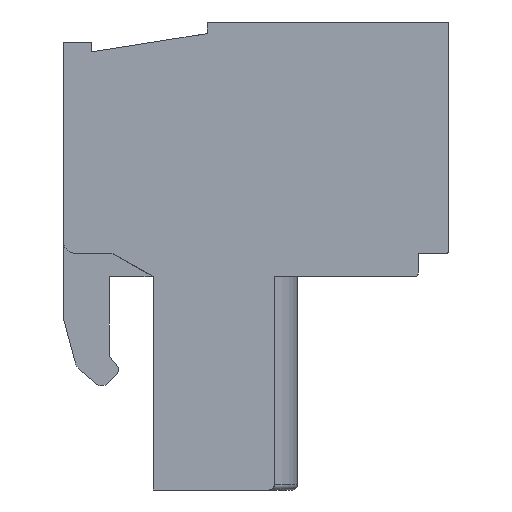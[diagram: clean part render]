
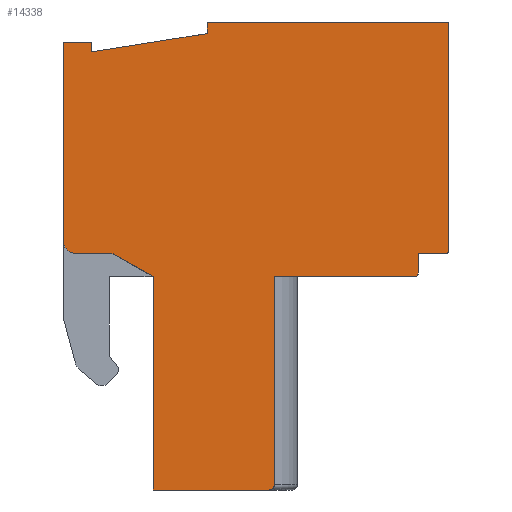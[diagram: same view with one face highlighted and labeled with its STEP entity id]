
A CAD part, front view. The second image highlights one B-rep face of the part: STEP entity #14338.
In plain terms, the highlighted planar face has unit normal (0, -1, 0).
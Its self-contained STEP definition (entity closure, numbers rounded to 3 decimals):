
#191=DIRECTION('',(1.,0.,0.));
#192=VECTOR('',#191,1.1);
#193=CARTESIAN_POINT('',(13.8,-11.19,-9.));
#194=LINE('',#193,#192);
#207=DIRECTION('',(0.,0.,1.));
#208=VECTOR('',#207,0.8);
#209=CARTESIAN_POINT('',(13.8,-11.19,-9.8));
#210=LINE('',#209,#208);
#327=DIRECTION('',(1.,0.,0.));
#328=VECTOR('',#327,4.507);
#329=CARTESIAN_POINT('',(3.5,-11.19,-18.2));
#330=LINE('',#329,#328);
#719=DIRECTION('',(0.,0.,-1.));
#720=VECTOR('',#719,7.7);
#721=CARTESIAN_POINT('',(0.,-11.19,-0.8));
#722=LINE('',#721,#720);
#795=DIRECTION('',(-1.,0.,0.));
#796=VECTOR('',#795,1.1);
#797=CARTESIAN_POINT('',(1.1,-11.19,-0.8));
#798=LINE('',#797,#796);
#1143=CARTESIAN_POINT('',(13.7,-11.19,-9.8));
#1144=DIRECTION('',(0.,1.,0.));
#1145=DIRECTION('',(1.,0.,0.));
#1146=AXIS2_PLACEMENT_3D('',#1143,#1144,#1145);
#1148=DIRECTION('',(-1.,0.,0.));
#1149=VECTOR('',#1148,5.493);
#1150=CARTESIAN_POINT('',(13.7,-11.19,-9.9));
#1151=LINE('',#1150,#1149);
#1152=CARTESIAN_POINT('',(8.007,-11.19,-18.));
#1153=DIRECTION('',(0.,1.,0.));
#1154=DIRECTION('',(1.,0.,0.));
#1155=AXIS2_PLACEMENT_3D('',#1152,#1153,#1154);
#1157=DIRECTION('',(-0.872,0.,0.49));
#1158=VECTOR('',#1157,1.836);
#1159=CARTESIAN_POINT('',(3.5,-11.19,-9.9));
#1160=LINE('',#1159,#1158);
#1161=CARTESIAN_POINT('',(0.5,-11.19,-8.5));
#1162=DIRECTION('',(0.,1.,0.));
#1163=DIRECTION('',(0.,0.,-1.));
#1164=AXIS2_PLACEMENT_3D('',#1161,#1162,#1163);
#1166=DIRECTION('',(0.,0.,-1.));
#1167=VECTOR('',#1166,0.363);
#1168=CARTESIAN_POINT('',(1.1,-11.19,-0.8));
#1169=LINE('',#1168,#1167);
#1170=DIRECTION('',(0.988,0.,0.156));
#1171=VECTOR('',#1170,4.556);
#1172=CARTESIAN_POINT('',(1.1,-11.19,-1.163));
#1173=LINE('',#1172,#1171);
#1174=DIRECTION('',(0.,0.,1.));
#1175=VECTOR('',#1174,0.35);
#1176=CARTESIAN_POINT('',(5.6,-11.19,-0.45));
#1177=LINE('',#1176,#1175);
#1178=CARTESIAN_POINT('',(5.7,-11.19,-0.1));
#1179=DIRECTION('',(0.,1.,0.));
#1180=DIRECTION('',(-1.,0.,0.));
#1181=AXIS2_PLACEMENT_3D('',#1178,#1179,#1180);
#1183=DIRECTION('',(1.,0.,0.));
#1184=VECTOR('',#1183,9.3);
#1185=CARTESIAN_POINT('',(5.7,-11.19,0.));
#1186=LINE('',#1185,#1184);
#1187=DIRECTION('',(0.,0.,-1.));
#1188=VECTOR('',#1187,8.9);
#1189=CARTESIAN_POINT('',(15.,-11.19,0.));
#1190=LINE('',#1189,#1188);
#1191=CARTESIAN_POINT('',(14.9,-11.19,-8.9));
#1192=DIRECTION('',(0.,1.,0.));
#1193=DIRECTION('',(1.,0.,0.));
#1194=AXIS2_PLACEMENT_3D('',#1191,#1192,#1193);
#1196=DIRECTION('',(0.,0.,1.));
#1197=VECTOR('',#1196,8.1);
#1198=CARTESIAN_POINT('',(8.207,-11.19,-18.));
#1199=LINE('',#1198,#1197);
#1261=DIRECTION('',(0.,0.,-1.));
#1262=VECTOR('',#1261,8.3);
#1263=CARTESIAN_POINT('',(3.5,-11.19,-9.9));
#1264=LINE('',#1263,#1262);
#1277=DIRECTION('',(1.,0.,0.));
#1278=VECTOR('',#1277,1.4);
#1279=CARTESIAN_POINT('',(0.5,-11.19,-9.));
#1280=LINE('',#1279,#1278);
#12184=CARTESIAN_POINT('',(1.1,-11.19,-1.163));
#12185=VERTEX_POINT('',#12184);
#12186=CARTESIAN_POINT('',(1.1,-11.19,-0.8));
#12187=VERTEX_POINT('',#12186);
#12200=CARTESIAN_POINT('',(5.6,-11.19,-0.45));
#12201=VERTEX_POINT('',#12200);
#12236=CARTESIAN_POINT('',(15.,-11.19,0.));
#12237=CARTESIAN_POINT('',(15.,-11.19,-8.9));
#12238=VERTEX_POINT('',#12236);
#12239=VERTEX_POINT('',#12237);
#12260=CARTESIAN_POINT('',(5.7,-11.19,0.));
#12261=VERTEX_POINT('',#12260);
#12325=CARTESIAN_POINT('',(5.6,-11.19,-0.1));
#12326=VERTEX_POINT('',#12325);
#12327=CARTESIAN_POINT('',(13.8,-11.19,-9.8));
#12328=CARTESIAN_POINT('',(13.7,-11.19,-9.9));
#12329=VERTEX_POINT('',#12327);
#12330=VERTEX_POINT('',#12328);
#12336=CARTESIAN_POINT('',(8.207,-11.19,
-9.9));
#12338=VERTEX_POINT('',#12336);
#12363=CARTESIAN_POINT('',(3.5,-11.19,-18.2));
#12364=VERTEX_POINT('',#12363);
#12365=CARTESIAN_POINT('',(8.007,-11.19,-18.2));
#12366=VERTEX_POINT('',#12365);
#12401=CARTESIAN_POINT('',(0.,-11.19,-0.8));
#12402=CARTESIAN_POINT('',(0.,-11.19,-8.5));
#12403=VERTEX_POINT('',#12401);
#12404=VERTEX_POINT('',#12402);
#12435=CARTESIAN_POINT('',(8.207,-11.19,-18.));
#12436=VERTEX_POINT('',#12435);
#12437=CARTESIAN_POINT('',(3.5,-11.19,-9.9));
#12438=VERTEX_POINT('',#12437);
#12439=CARTESIAN_POINT('',(1.9,-11.19,-9.));
#12440=VERTEX_POINT('',#12439);
#12441=CARTESIAN_POINT('',(0.5,-11.19,-9.));
#12442=VERTEX_POINT('',#12441);
#12443=CARTESIAN_POINT('',(14.9,-11.19,-9.));
#12444=VERTEX_POINT('',#12443);
#12445=CARTESIAN_POINT('',(13.8,-11.19,-9.));
#12446=VERTEX_POINT('',#12445);
#14305=CARTESIAN_POINT('',(15.,-11.19,-20.67));
#14306=DIRECTION('',(0.,1.,0.));
#14307=DIRECTION('',(0.,0.,-1.));
#14308=AXIS2_PLACEMENT_3D('',#14305,#14306,#14307);
#14309=PLANE('',#14308);
#14310=ORIENTED_EDGE('',*,*,#13237,.T.);
#14311=ORIENTED_EDGE('',*,*,#13265,.T.);
#14313=ORIENTED_EDGE('',*,*,#14312,.F.);
#14315=ORIENTED_EDGE('',*,*,#14314,.T.);
#14316=ORIENTED_EDGE('',*,*,#13365,.F.);
#14318=ORIENTED_EDGE('',*,*,#14317,.F.);
#14320=ORIENTED_EDGE('',*,*,#14319,.T.);
#14322=ORIENTED_EDGE('',*,*,#14321,.F.);
#14324=ORIENTED_EDGE('',*,*,#14323,.T.);
#14325=ORIENTED_EDGE('',*,*,#13753,.F.);
#14326=ORIENTED_EDGE('',*,*,#13867,.F.);
#14327=ORIENTED_EDGE('',*,*,#13947,.T.);
#14328=ORIENTED_EDGE('',*,*,#14179,.T.);
#14329=ORIENTED_EDGE('',*,*,#14207,.T.);
#14330=ORIENTED_EDGE('',*,*,#14229,.T.);
#14331=ORIENTED_EDGE('',*,*,#14250,.T.);
#14332=ORIENTED_EDGE('',*,*,#13116,.T.);
#14333=ORIENTED_EDGE('',*,*,#13171,.T.);
#14334=ORIENTED_EDGE('',*,*,#13193,.F.);
#14335=ORIENTED_EDGE('',*,*,#13215,.F.);
#14336=EDGE_LOOP('',(#14310,#14311,#14313,#14315,#14316,#14318,#14320,#14322,
#14324,#14325,#14326,#14327,#14328,#14329,#14330,#14331,#14332,#14333,#14334,
#14335));
#14337=FACE_OUTER_BOUND('',#14336,.F.);
#14338=ADVANCED_FACE('',(#14337),#14309,.F.);
#1147=CIRCLE('',#1146,0.1);
#1156=CIRCLE('',#1155,0.2);
#1165=CIRCLE('',#1164,0.5);
#1182=CIRCLE('',#1181,0.1);
#1195=CIRCLE('',#1194,0.1);
#13116=EDGE_CURVE('',#12238,#12239,#1190,.T.);
#13171=EDGE_CURVE('',#12239,#12444,#1195,.T.);
#13193=EDGE_CURVE('',#12446,#12444,#194,.T.);
#13215=EDGE_CURVE('',#12329,#12446,#210,.T.);
#13237=EDGE_CURVE('',#12329,#12330,#1147,.T.);
#13265=EDGE_CURVE('',#12330,#12338,#1151,.T.);
#13365=EDGE_CURVE('',#12364,#12366,#330,.T.);
#13753=EDGE_CURVE('',#12403,#12404,#722,.T.);
#13867=EDGE_CURVE('',#12187,#12403,#798,.T.);
#13947=EDGE_CURVE('',#12187,#12185,#1169,.T.);
#14179=EDGE_CURVE('',#12185,#12201,#1173,.T.);
#14207=EDGE_CURVE('',#12201,#12326,#1177,.T.);
#14229=EDGE_CURVE('',#12326,#12261,#1182,.T.);
#14250=EDGE_CURVE('',#12261,#12238,#1186,.T.);
#14312=EDGE_CURVE('',#12436,#12338,#1199,.T.);
#14314=EDGE_CURVE('',#12436,#12366,#1156,.T.);
#14317=EDGE_CURVE('',#12438,#12364,#1264,.T.);
#14319=EDGE_CURVE('',#12438,#12440,#1160,.T.);
#14321=EDGE_CURVE('',#12442,#12440,#1280,.T.);
#14323=EDGE_CURVE('',#12442,#12404,#1165,.T.);
